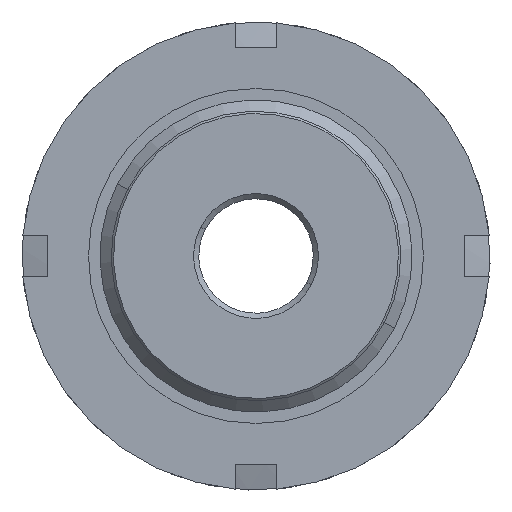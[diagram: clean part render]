
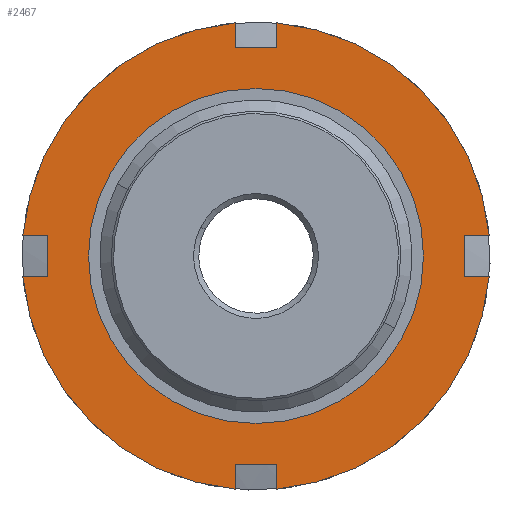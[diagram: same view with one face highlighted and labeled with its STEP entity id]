
A CAD part, front view. The second image highlights one B-rep face of the part: STEP entity #2467.
In plain terms, the highlighted planar face has unit normal (0, -1, 0).
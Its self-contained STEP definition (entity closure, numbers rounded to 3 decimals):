
#3 = DIRECTION ( 'NONE',  ( -1., 0., 0. ) ) ;
#6 = CARTESIAN_POINT ( 'NONE',  ( 0., -37., 0. ) ) ;
#20 = ORIENTED_EDGE ( 'NONE', *, *, #2911, .F. ) ;
#36 = ORIENTED_EDGE ( 'NONE', *, *, #1732, .T. ) ;
#49 = DIRECTION ( 'NONE',  ( 0., 1., 0. ) ) ;
#85 = LINE ( 'NONE', #605, #2331 ) ;
#100 = DIRECTION ( 'NONE',  ( 0., 0., 1. ) ) ;
#134 = AXIS2_PLACEMENT_3D ( 'NONE', #2418, #676, #2741 ) ;
#138 = LINE ( 'NONE', #1040, #1092 ) ;
#143 = CIRCLE ( 'NONE', #954, 22.5 ) ;
#147 = VECTOR ( 'NONE', #1452, 1000. ) ;
#173 = DIRECTION ( 'NONE',  ( 0., 0., -1. ) ) ;
#189 = EDGE_CURVE ( 'NONE', #1584, #793, #884, .T. ) ;
#208 = DIRECTION ( 'NONE',  ( 0., 1., 0. ) ) ;
#212 = AXIS2_PLACEMENT_3D ( 'NONE', #1996, #208, #2212 ) ;
#216 = LINE ( 'NONE', #2693, #289 ) ;
#289 = VECTOR ( 'NONE', #1357, 1000. ) ;
#315 = CARTESIAN_POINT ( 'NONE',  ( 20., -37., 2. ) ) ;
#327 = CARTESIAN_POINT ( 'NONE',  ( 22.411, -37., -2. ) ) ;
#337 = DIRECTION ( 'NONE',  ( 1., 0., 0. ) ) ;
#344 = LINE ( 'NONE', #1901, #738 ) ;
#376 = ORIENTED_EDGE ( 'NONE', *, *, #734, .T. ) ;
#386 = CARTESIAN_POINT ( 'NONE',  ( -2., -37., 0. ) ) ;
#389 = VERTEX_POINT ( 'NONE', #2329 ) ;
#399 = CARTESIAN_POINT ( 'NONE',  ( 0., -37., 0. ) ) ;
#405 = DIRECTION ( 'NONE',  ( 0., 0., 1. ) ) ;
#421 = CARTESIAN_POINT ( 'NONE',  ( 2., -37., 0. ) ) ;
#456 = ORIENTED_EDGE ( 'NONE', *, *, #881, .T. ) ;
#460 = EDGE_CURVE ( 'NONE', #705, #1026, #216, .T. ) ;
#472 = ORIENTED_EDGE ( 'NONE', *, *, #817, .F. ) ;
#479 = LINE ( 'NONE', #386, #2798 ) ;
#489 = AXIS2_PLACEMENT_3D ( 'NONE', #6, #1551, #2443 ) ;
#506 = ORIENTED_EDGE ( 'NONE', *, *, #2015, .T. ) ;
#535 = VERTEX_POINT ( 'NONE', #608 ) ;
#536 = EDGE_CURVE ( 'NONE', #2049, #1026, #138, .T. ) ;
#591 = VERTEX_POINT ( 'NONE', #1265 ) ;
#597 = VECTOR ( 'NONE', #1675, 1000. ) ;
#599 = VECTOR ( 'NONE', #2773, 1000. ) ;
#605 = CARTESIAN_POINT ( 'NONE',  ( -2., -37., 0. ) ) ;
#608 = CARTESIAN_POINT ( 'NONE',  ( -2., -37., -20. ) ) ;
#673 = LINE ( 'NONE', #1835, #599 ) ;
#674 = VERTEX_POINT ( 'NONE', #2924 ) ;
#676 = DIRECTION ( 'NONE',  ( 0., 1., 0. ) ) ;
#684 = ORIENTED_EDGE ( 'NONE', *, *, #2670, .T. ) ;
#693 = EDGE_CURVE ( 'NONE', #1273, #1217, #673, .T. ) ;
#705 = VERTEX_POINT ( 'NONE', #2734 ) ;
#734 = EDGE_CURVE ( 'NONE', #1584, #705, #1444, .T. ) ;
#736 = CARTESIAN_POINT ( 'NONE',  ( 0., -37., -20. ) ) ;
#738 = VECTOR ( 'NONE', #337, 1000. ) ;
#793 = VERTEX_POINT ( 'NONE', #1441 ) ;
#817 = EDGE_CURVE ( 'NONE', #793, #1015, #1476, .T. ) ;
#833 = EDGE_CURVE ( 'NONE', #2490, #2121, #344, .T. ) ;
#837 = ORIENTED_EDGE ( 'NONE', *, *, #693, .T. ) ;
#838 = DIRECTION ( 'NONE',  ( 0., 0., -1. ) ) ;
#847 = VERTEX_POINT ( 'NONE', #2922 ) ;
#881 = EDGE_CURVE ( 'NONE', #2390, #591, #2615, .T. ) ;
#884 = CIRCLE ( 'NONE', #212, 22.5 ) ;
#950 = CARTESIAN_POINT ( 'NONE',  ( -20., -37., -2. ) ) ;
#954 = AXIS2_PLACEMENT_3D ( 'NONE', #399, #2111, #1050 ) ;
#961 = EDGE_CURVE ( 'NONE', #674, #2732, #1950, .T. ) ;
#965 = DIRECTION ( 'NONE',  ( -1., 0., 0. ) ) ;
#1015 = VERTEX_POINT ( 'NONE', #1669 ) ;
#1022 = VERTEX_POINT ( 'NONE', #1198 ) ;
#1026 = VERTEX_POINT ( 'NONE', #315 ) ;
#1040 = CARTESIAN_POINT ( 'NONE',  ( 16.1, -37., 2. ) ) ;
#1050 = DIRECTION ( 'NONE',  ( 0., 0., 1. ) ) ;
#1082 = ORIENTED_EDGE ( 'NONE', *, *, #1831, .F. ) ;
#1084 = CARTESIAN_POINT ( 'NONE',  ( 0., -37., 0. ) ) ;
#1092 = VECTOR ( 'NONE', #2171, 1000. ) ;
#1182 = ORIENTED_EDGE ( 'NONE', *, *, #833, .F. ) ;
#1198 = CARTESIAN_POINT ( 'NONE',  ( -2., -37., -22.411 ) ) ;
#1217 = VERTEX_POINT ( 'NONE', #2354 ) ;
#1227 = CARTESIAN_POINT ( 'NONE',  ( 2., -37., 0. ) ) ;
#1236 = ORIENTED_EDGE ( 'NONE', *, *, #189, .F. ) ;
#1238 = DIRECTION ( 'NONE',  ( 0., 1., 0. ) ) ;
#1265 = CARTESIAN_POINT ( 'NONE',  ( 0., -37., 16.1 ) ) ;
#1273 = VERTEX_POINT ( 'NONE', #1687 ) ;
#1303 = EDGE_CURVE ( 'NONE', #389, #2732, #479, .T. ) ;
#1311 = AXIS2_PLACEMENT_3D ( 'NONE', #2284, #49, #2523 ) ;
#1312 = CARTESIAN_POINT ( 'NONE',  ( -2., -37., 20. ) ) ;
#1357 = DIRECTION ( 'NONE',  ( 0., 0., 1. ) ) ;
#1381 = PLANE ( 'NONE',  #1311 ) ;
#1389 = LINE ( 'NONE', #421, #2544 ) ;
#1441 = CARTESIAN_POINT ( 'NONE',  ( 2., -37., -22.411 ) ) ;
#1444 = LINE ( 'NONE', #2742, #1788 ) ;
#1452 = DIRECTION ( 'NONE',  ( 1., 0., 0. ) ) ;
#1476 = LINE ( 'NONE', #1227, #597 ) ;
#1551 = DIRECTION ( 'NONE',  ( 0., 1., 0. ) ) ;
#1584 = VERTEX_POINT ( 'NONE', #327 ) ;
#1630 = CARTESIAN_POINT ( 'NONE',  ( -22.411, -37., -2. ) ) ;
#1638 = AXIS2_PLACEMENT_3D ( 'NONE', #1084, #2219, #405 ) ;
#1659 = CIRCLE ( 'NONE', #489, 22.5 ) ;
#1668 = AXIS2_PLACEMENT_3D ( 'NONE', #2568, #1238, #100 ) ;
#1669 = CARTESIAN_POINT ( 'NONE',  ( 2., -37., -20. ) ) ;
#1675 = DIRECTION ( 'NONE',  ( 0., 0., 1. ) ) ;
#1687 = CARTESIAN_POINT ( 'NONE',  ( -22.411, -37., 2. ) ) ;
#1725 = EDGE_LOOP ( 'NONE', ( #506, #456 ) ) ;
#1730 = DIRECTION ( 'NONE',  ( 0., 0., 1. ) ) ;
#1732 = EDGE_CURVE ( 'NONE', #1022, #535, #85, .T. ) ;
#1777 = ORIENTED_EDGE ( 'NONE', *, *, #2114, .T. ) ;
#1778 = DIRECTION ( 'NONE',  ( 0., 0., -1. ) ) ;
#1788 = VECTOR ( 'NONE', #965, 1000. ) ;
#1814 = CIRCLE ( 'NONE', #1668, 22.5 ) ;
#1831 = EDGE_CURVE ( 'NONE', #1022, #2490, #1814, .T. ) ;
#1835 = CARTESIAN_POINT ( 'NONE',  ( 16.1, -37., 2. ) ) ;
#1901 = CARTESIAN_POINT ( 'NONE',  ( 16.1, -37., -2. ) ) ;
#1950 = LINE ( 'NONE', #2928, #2369 ) ;
#1996 = CARTESIAN_POINT ( 'NONE',  ( 0., -37., 0. ) ) ;
#2015 = EDGE_CURVE ( 'NONE', #591, #2390, #2511, .T. ) ;
#2049 = VERTEX_POINT ( 'NONE', #2388 ) ;
#2101 = ORIENTED_EDGE ( 'NONE', *, *, #961, .T. ) ;
#2107 = ORIENTED_EDGE ( 'NONE', *, *, #2740, .F. ) ;
#2111 = DIRECTION ( 'NONE',  ( 0., 1., 0. ) ) ;
#2114 = EDGE_CURVE ( 'NONE', #535, #1015, #2584, .T. ) ;
#2121 = VERTEX_POINT ( 'NONE', #950 ) ;
#2171 = DIRECTION ( 'NONE',  ( -1., 0., 0. ) ) ;
#2212 = DIRECTION ( 'NONE',  ( 0., 0., 1. ) ) ;
#2219 = DIRECTION ( 'NONE',  ( 0., 1., 0. ) ) ;
#2284 = CARTESIAN_POINT ( 'NONE',  ( 16.1, -37., 0. ) ) ;
#2329 = CARTESIAN_POINT ( 'NONE',  ( -2., -37., 22.411 ) ) ;
#2331 = VECTOR ( 'NONE', #1730, 1000. ) ;
#2354 = CARTESIAN_POINT ( 'NONE',  ( -20., -37., 2. ) ) ;
#2366 = LINE ( 'NONE', #2460, #2471 ) ;
#2369 = VECTOR ( 'NONE', #3, 1000. ) ;
#2388 = CARTESIAN_POINT ( 'NONE',  ( 22.411, -37., 2. ) ) ;
#2390 = VERTEX_POINT ( 'NONE', #2840 ) ;
#2418 = CARTESIAN_POINT ( 'NONE',  ( 0., -37., 0. ) ) ;
#2443 = DIRECTION ( 'NONE',  ( 0., 0., 1. ) ) ;
#2454 = ORIENTED_EDGE ( 'NONE', *, *, #460, .T. ) ;
#2460 = CARTESIAN_POINT ( 'NONE',  ( -20., -37., 0. ) ) ;
#2467 = ADVANCED_FACE ( 'NONE', ( #2797, #2905 ), #1381, .F. ) ;
#2471 = VECTOR ( 'NONE', #1778, 1000. ) ;
#2486 = ORIENTED_EDGE ( 'NONE', *, *, #2776, .T. ) ;
#2490 = VERTEX_POINT ( 'NONE', #1630 ) ;
#2511 = CIRCLE ( 'NONE', #134, 16.1 ) ;
#2523 = DIRECTION ( 'NONE',  ( 0., 0., 1. ) ) ;
#2544 = VECTOR ( 'NONE', #173, 1000. ) ;
#2568 = CARTESIAN_POINT ( 'NONE',  ( 0., -37., 0. ) ) ;
#2584 = LINE ( 'NONE', #736, #147 ) ;
#2615 = CIRCLE ( 'NONE', #1638, 16.1 ) ;
#2636 = ORIENTED_EDGE ( 'NONE', *, *, #536, .F. ) ;
#2637 = ORIENTED_EDGE ( 'NONE', *, *, #1303, .F. ) ;
#2670 = EDGE_CURVE ( 'NONE', #1217, #2121, #2366, .T. ) ;
#2693 = CARTESIAN_POINT ( 'NONE',  ( 20., -37., 0. ) ) ;
#2732 = VERTEX_POINT ( 'NONE', #1312 ) ;
#2734 = CARTESIAN_POINT ( 'NONE',  ( 20., -37., -2. ) ) ;
#2740 = EDGE_CURVE ( 'NONE', #847, #2049, #143, .T. ) ;
#2741 = DIRECTION ( 'NONE',  ( 0., 0., 1. ) ) ;
#2742 = CARTESIAN_POINT ( 'NONE',  ( 16.1, -37., -2. ) ) ;
#2773 = DIRECTION ( 'NONE',  ( 1., 0., 0. ) ) ;
#2776 = EDGE_CURVE ( 'NONE', #847, #674, #1389, .T. ) ;
#2797 = FACE_BOUND ( 'NONE', #1725, .T. ) ;
#2798 = VECTOR ( 'NONE', #838, 1000. ) ;
#2840 = CARTESIAN_POINT ( 'NONE',  ( 0., -37., -16.1 ) ) ;
#2905 = FACE_OUTER_BOUND ( 'NONE', #2909, .T. ) ;
#2909 = EDGE_LOOP ( 'NONE', ( #1182, #1082, #36, #1777, #472, #1236, #376, #2454, #2636, #2107, #2486, #2101, #2637, #20, #837, #684 ) ) ;
#2911 = EDGE_CURVE ( 'NONE', #1273, #389, #1659, .T. ) ;
#2922 = CARTESIAN_POINT ( 'NONE',  ( 2., -37., 22.411 ) ) ;
#2924 = CARTESIAN_POINT ( 'NONE',  ( 2., -37., 20. ) ) ;
#2928 = CARTESIAN_POINT ( 'NONE',  ( 0., -37., 20. ) ) ;
